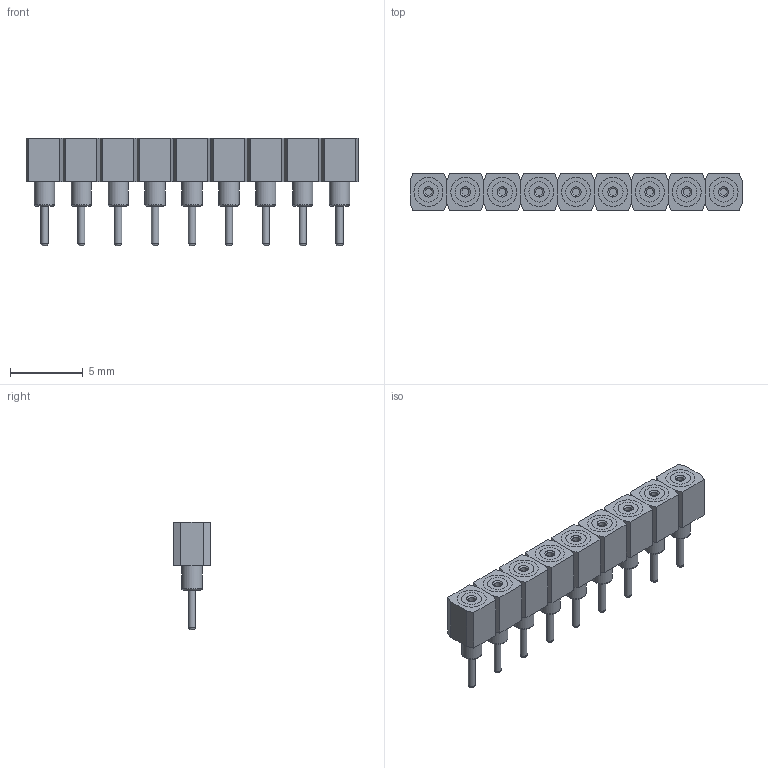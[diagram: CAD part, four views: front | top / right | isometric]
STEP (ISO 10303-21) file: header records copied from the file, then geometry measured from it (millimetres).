
FILE_DESCRIPTION(('FreeCAD Model'),'2;1');
FILE_NAME('Precision_Socket_Strip_Straight_L3.0_P2.5_01x09.step','2019-08-27T02:05:45',('Author'),(''), 'Open CASCADE STEP processor 6.8','FreeCAD','Unknown');
FILE_SCHEMA(('AUTOMOTIVE_DESIGN { 1 0 10303 214 1 1 1 1 }'));
Length unit declared in the file: millimetre
Products named in the file (1): Precision_Socket_Strip_Straight_L3.0_P2.5_01x09
Bounding box: 22.86 x 2.54 x 7.43 mm (x, y, z)
Volume: 188.8 mm3; surface area: 460.5 mm2
Topology: 1 solids, 1 shells, 173 faces, 337 edges, 211 vertices
Faces by surface type: plane 119, cylinder 27, torus 18, revolution 9
Full cylindrical faces by diameter (mm): 0.5 x18, 1.4 x9
Entity records: 5676 total; most frequent: DIRECTION 802, CARTESIAN_POINT 785, ORIENTED_EDGE 674, EDGE_CURVE 337, AXIS2_PLACEMENT_3D 291, FACE_BOUND 218, EDGE_LOOP 218, VERTEX_POINT 211
